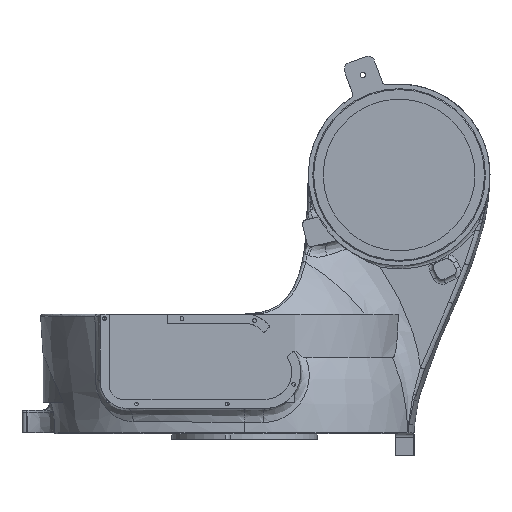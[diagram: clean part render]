
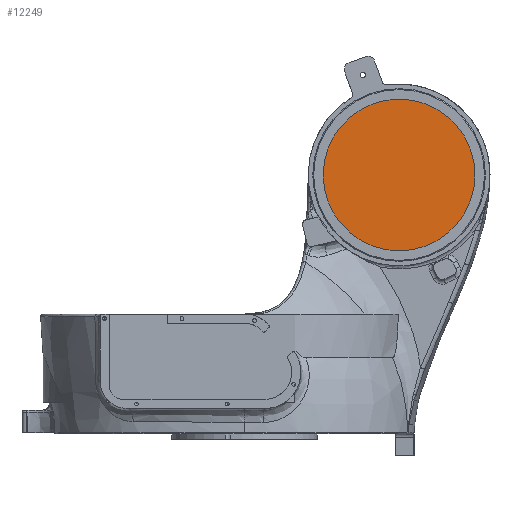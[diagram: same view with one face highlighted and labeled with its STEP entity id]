
A CAD part, front view. The second image highlights one B-rep face of the part: STEP entity #12249.
In plain terms, the highlighted planar face has unit normal (0, -1, 0).
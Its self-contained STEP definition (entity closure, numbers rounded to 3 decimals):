
#874 = EDGE_LOOP ( 'NONE', ( #14418, #7683 ) ) ;
#2590 = DIRECTION ( 'NONE',  ( -1., 0., 0. ) ) ;
#5887 = DIRECTION ( 'NONE',  ( -1., 0., 0. ) ) ;
#6215 = FACE_OUTER_BOUND ( 'NONE', #874, .T. ) ;
#6752 = CARTESIAN_POINT ( 'NONE',  ( 170., -99.5, 629.454 ) ) ;
#7661 = CARTESIAN_POINT ( 'NONE',  ( 170., -99.5, 675.204 ) ) ;
#7683 = ORIENTED_EDGE ( 'NONE', *, *, #23281, .T. ) ;
#8890 = CARTESIAN_POINT ( 'NONE',  ( 86.533, -99.5, 675.204 ) ) ;
#8915 = CIRCLE ( 'NONE', #10717, 83.467 ) ;
#9045 = AXIS2_PLACEMENT_3D ( 'NONE', #7661, #25788, #5887 ) ;
#10131 = CARTESIAN_POINT ( 'NONE',  ( 170., -99.5, 675.204 ) ) ;
#10717 = AXIS2_PLACEMENT_3D ( 'NONE', #10131, #22613, #24799 ) ;
#10806 = DIRECTION ( 'NONE',  ( 0., -1., 0. ) ) ;
#10981 = VERTEX_POINT ( 'NONE', #19817 ) ;
#12249 = ADVANCED_FACE ( 'NONE', ( #6215 ), #24827, .T. ) ;
#14418 = ORIENTED_EDGE ( 'NONE', *, *, #23367, .T. ) ;
#15814 = VERTEX_POINT ( 'NONE', #8890 ) ;
#18427 = CIRCLE ( 'NONE', #9045, 83.467 ) ;
#19817 = CARTESIAN_POINT ( 'NONE',  ( 253.467, -99.5, 675.204 ) ) ;
#22374 = AXIS2_PLACEMENT_3D ( 'NONE', #6752, #10806, #2590 ) ;
#22613 = DIRECTION ( 'NONE',  ( 0., -1., 0. ) ) ;
#23281 = EDGE_CURVE ( 'NONE', #10981, #15814, #18427, .T. ) ;
#23367 = EDGE_CURVE ( 'NONE', #15814, #10981, #8915, .T. ) ;
#24799 = DIRECTION ( 'NONE',  ( -1., 0., 0. ) ) ;
#24827 = PLANE ( 'NONE',  #22374 ) ;
#25788 = DIRECTION ( 'NONE',  ( 0., -1., 0. ) ) ;
